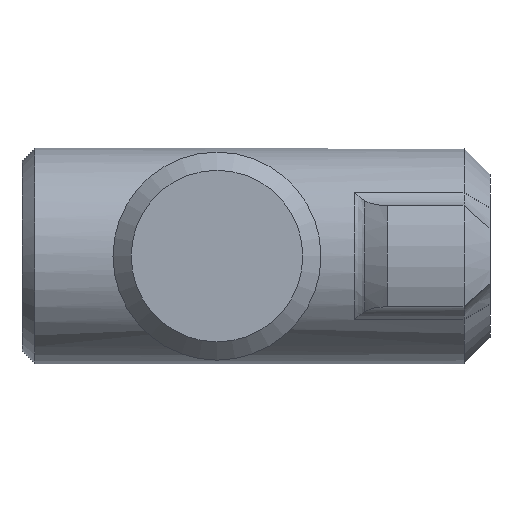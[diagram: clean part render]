
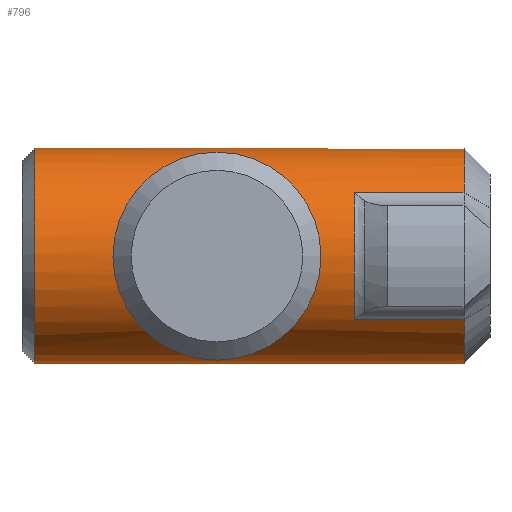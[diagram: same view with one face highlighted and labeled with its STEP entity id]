
A CAD part, left-side view. The second image highlights one B-rep face of the part: STEP entity #796.
In plain terms, the highlighted cylindrical face has radius 4.15 mm (diameter 8.3 mm), a full revolution.
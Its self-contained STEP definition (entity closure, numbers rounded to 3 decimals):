
#52=LINE('',#1532,#88);
#55=LINE('',#1542,#91);
#56=LINE('',#1545,#92);
#57=LINE('',#1548,#93);
#88=VECTOR('',#1039,4.214);
#91=VECTOR('',#1050,4.214);
#92=VECTOR('',#1053,4.214);
#93=VECTOR('',#1056,4.214);
#126=B_SPLINE_CURVE_WITH_KNOTS('',3,(#1318,#1319,#1320,#1321,#1322,#1323,
#1324,#1325,#1326,#1327,#1328,#1329,#1330,#1331,#1332,#1333,#1334,#1335,
#1336,#1337,#1338,#1339,#1340,#1341,#1342,#1343,#1344,#1345,#1346,#1347,
#1348,#1349,#1350,#1351),.UNSPECIFIED.,.T.,.F.,(4,2,2,2,2,2,2,2,2,2,2,2,
2,2,2,2,4),(0.,0.108,0.217,0.324,0.431,
0.539,0.646,0.754,0.863,
0.971,1.079,1.187,1.294,1.401,
1.508,1.617,1.725),.UNSPECIFIED.);
#127=B_SPLINE_CURVE_WITH_KNOTS('',3,(#1353,#1354,#1355,#1356,#1357,#1358,
#1359,#1360,#1361,#1362,#1363,#1364,#1365,#1366,#1367,#1368,#1369,#1370,
#1371,#1372,#1373,#1374,#1375,#1376,#1377,#1378,#1379,#1380,#1381,#1382,
#1383,#1384,#1385,#1386),.UNSPECIFIED.,.T.,.F.,(4,2,2,2,2,2,2,2,2,2,2,2,
2,2,2,2,4),(0.,0.108,0.217,0.324,0.431,
0.539,0.646,0.754,0.863,
0.971,1.079,1.187,1.294,1.401,
1.508,1.617,1.725),.UNSPECIFIED.);
#167=CYLINDRICAL_SURFACE('',#877,4.15);
#187=FACE_BOUND('',#292,.T.);
#188=FACE_BOUND('',#293,.T.);
#189=FACE_BOUND('',#294,.T.);
#223=FACE_OUTER_BOUND('',#291,.T.);
#291=EDGE_LOOP('',(#639,#640,#641,#642,#643,#644,#645,#646));
#292=EDGE_LOOP('',(#647));
#293=EDGE_LOOP('',(#648));
#294=EDGE_LOOP('',(#649));
#335=CIRCLE('',#864,4.15);
#338=CIRCLE('',#869,4.15);
#342=CIRCLE('',#878,4.15);
#343=CIRCLE('',#879,4.15);
#344=CIRCLE('',#880,4.15);
#386=VERTEX_POINT('',#1317);
#387=VERTEX_POINT('',#1352);
#389=VERTEX_POINT('',#1431);
#392=VERTEX_POINT('',#1443);
#397=VERTEX_POINT('',#1478);
#400=VERTEX_POINT('',#1490);
#407=VERTEX_POINT('',#1531);
#410=VERTEX_POINT('',#1541);
#411=VERTEX_POINT('',#1544);
#412=VERTEX_POINT('',#1546);
#413=VERTEX_POINT('',#1549);
#465=EDGE_CURVE('',#386,#386,#126,.T.);
#466=EDGE_CURVE('',#387,#387,#127,.T.);
#471=EDGE_CURVE('',#392,#389,#335,.T.);
#480=EDGE_CURVE('',#400,#397,#338,.T.);
#489=EDGE_CURVE('',#407,#397,#52,.T.);
#494=EDGE_CURVE('',#410,#392,#55,.T.);
#495=EDGE_CURVE('',#407,#410,#342,.T.);
#496=EDGE_CURVE('',#411,#400,#56,.T.);
#497=EDGE_CURVE('',#412,#411,#343,.T.);
#498=EDGE_CURVE('',#412,#389,#57,.T.);
#499=EDGE_CURVE('',#413,#413,#344,.T.);
#639=ORIENTED_EDGE('',*,*,#494,.F.);
#640=ORIENTED_EDGE('',*,*,#495,.F.);
#641=ORIENTED_EDGE('',*,*,#489,.T.);
#642=ORIENTED_EDGE('',*,*,#480,.F.);
#643=ORIENTED_EDGE('',*,*,#496,.F.);
#644=ORIENTED_EDGE('',*,*,#497,.F.);
#645=ORIENTED_EDGE('',*,*,#498,.T.);
#646=ORIENTED_EDGE('',*,*,#471,.F.);
#647=ORIENTED_EDGE('',*,*,#465,.T.);
#648=ORIENTED_EDGE('',*,*,#466,.T.);
#649=ORIENTED_EDGE('',*,*,#499,.F.);
#796=ADVANCED_FACE('',(#223,#187,#188,#189),#167,.T.);
#864=AXIS2_PLACEMENT_3D('',#1452,#1016,#1017);
#869=AXIS2_PLACEMENT_3D('',#1499,#1026,#1027);
#877=AXIS2_PLACEMENT_3D('',#1540,#1048,#1049);
#878=AXIS2_PLACEMENT_3D('',#1543,#1051,#1052);
#879=AXIS2_PLACEMENT_3D('',#1547,#1054,#1055);
#880=AXIS2_PLACEMENT_3D('',#1550,#1057,#1058);
#1016=DIRECTION('center_axis',(0.,0.,-1.));
#1017=DIRECTION('ref_axis',(-1.,0.,0.));
#1026=DIRECTION('center_axis',(0.,0.,-1.));
#1027=DIRECTION('ref_axis',(1.,0.,0.));
#1039=DIRECTION('',(0.,0.,1.));
#1048=DIRECTION('center_axis',(0.,0.,1.));
#1049=DIRECTION('ref_axis',(-1.,0.,0.));
#1050=DIRECTION('',(0.,0.,1.));
#1051=DIRECTION('center_axis',(0.,0.,-1.));
#1052=DIRECTION('ref_axis',(-1.,0.,0.));
#1053=DIRECTION('',(0.,0.,1.));
#1054=DIRECTION('center_axis',(0.,0.,-1.));
#1055=DIRECTION('ref_axis',(-1.,0.,0.));
#1056=DIRECTION('',(0.,0.,1.));
#1057=DIRECTION('center_axis',(0.,0.,1.));
#1058=DIRECTION('ref_axis',(-1.,0.,0.));
#1317=CARTESIAN_POINT('',(3.108,2.75,1.5));
#1318=CARTESIAN_POINT('Ctrl Pts',(3.108,2.75,1.5));
#1319=CARTESIAN_POINT('Ctrl Pts',(3.108,2.75,1.139));
#1320=CARTESIAN_POINT('Ctrl Pts',(3.178,2.675,0.767));
#1321=CARTESIAN_POINT('Ctrl Pts',(3.396,2.392,0.096));
#1322=CARTESIAN_POINT('Ctrl Pts',(3.539,2.184,-0.205));
#1323=CARTESIAN_POINT('Ctrl Pts',(3.792,1.708,-0.681));
#1324=CARTESIAN_POINT('Ctrl Pts',(3.92,1.406,-0.892));
#1325=CARTESIAN_POINT('Ctrl Pts',(4.1,0.731,-1.176));
#1326=CARTESIAN_POINT('Ctrl Pts',(4.15,0.358,-1.25));
#1327=CARTESIAN_POINT('Ctrl Pts',(4.15,-0.358,-1.25));
#1328=CARTESIAN_POINT('Ctrl Pts',(4.1,-0.731,-1.176));
#1329=CARTESIAN_POINT('Ctrl Pts',(3.92,-1.406,-0.892));
#1330=CARTESIAN_POINT('Ctrl Pts',(3.792,-1.708,-0.681));
#1331=CARTESIAN_POINT('Ctrl Pts',(3.539,-2.184,-0.205));
#1332=CARTESIAN_POINT('Ctrl Pts',(3.396,-2.392,0.096));
#1333=CARTESIAN_POINT('Ctrl Pts',(3.178,-2.675,0.767));
#1334=CARTESIAN_POINT('Ctrl Pts',(3.108,-2.75,1.139));
#1335=CARTESIAN_POINT('Ctrl Pts',(3.108,-2.75,1.861));
#1336=CARTESIAN_POINT('Ctrl Pts',(3.178,-2.675,2.233));
#1337=CARTESIAN_POINT('Ctrl Pts',(3.396,-2.392,2.904));
#1338=CARTESIAN_POINT('Ctrl Pts',(3.539,-2.184,3.205));
#1339=CARTESIAN_POINT('Ctrl Pts',(3.792,-1.708,3.681));
#1340=CARTESIAN_POINT('Ctrl Pts',(3.92,-1.406,3.892));
#1341=CARTESIAN_POINT('Ctrl Pts',(4.1,-0.731,4.176));
#1342=CARTESIAN_POINT('Ctrl Pts',(4.15,-0.358,4.25));
#1343=CARTESIAN_POINT('Ctrl Pts',(4.15,0.358,4.25));
#1344=CARTESIAN_POINT('Ctrl Pts',(4.1,0.731,4.176));
#1345=CARTESIAN_POINT('Ctrl Pts',(3.92,1.406,3.892));
#1346=CARTESIAN_POINT('Ctrl Pts',(3.792,1.708,3.681));
#1347=CARTESIAN_POINT('Ctrl Pts',(3.539,2.184,3.205));
#1348=CARTESIAN_POINT('Ctrl Pts',(3.396,2.392,2.904));
#1349=CARTESIAN_POINT('Ctrl Pts',(3.178,2.675,2.233));
#1350=CARTESIAN_POINT('Ctrl Pts',(3.108,2.75,1.861));
#1351=CARTESIAN_POINT('Ctrl Pts',(3.108,2.75,1.5));
#1352=CARTESIAN_POINT('',(-3.108,2.75,1.5));
#1353=CARTESIAN_POINT('Ctrl Pts',(-3.108,2.75,1.5));
#1354=CARTESIAN_POINT('Ctrl Pts',(-3.108,2.75,1.861));
#1355=CARTESIAN_POINT('Ctrl Pts',(-3.178,2.675,2.233));
#1356=CARTESIAN_POINT('Ctrl Pts',(-3.396,2.392,2.904));
#1357=CARTESIAN_POINT('Ctrl Pts',(-3.539,2.184,3.205));
#1358=CARTESIAN_POINT('Ctrl Pts',(-3.792,1.708,3.681));
#1359=CARTESIAN_POINT('Ctrl Pts',(-3.92,1.406,3.892));
#1360=CARTESIAN_POINT('Ctrl Pts',(-4.1,0.731,4.176));
#1361=CARTESIAN_POINT('Ctrl Pts',(-4.15,0.358,4.25));
#1362=CARTESIAN_POINT('Ctrl Pts',(-4.15,-0.358,4.25));
#1363=CARTESIAN_POINT('Ctrl Pts',(-4.1,-0.731,
4.176));
#1364=CARTESIAN_POINT('Ctrl Pts',(-3.92,-1.406,3.892));
#1365=CARTESIAN_POINT('Ctrl Pts',(-3.792,-1.708,3.681));
#1366=CARTESIAN_POINT('Ctrl Pts',(-3.539,-2.184,3.205));
#1367=CARTESIAN_POINT('Ctrl Pts',(-3.396,-2.392,2.904));
#1368=CARTESIAN_POINT('Ctrl Pts',(-3.178,-2.675,2.233));
#1369=CARTESIAN_POINT('Ctrl Pts',(-3.108,-2.75,1.861));
#1370=CARTESIAN_POINT('Ctrl Pts',(-3.108,-2.75,1.139));
#1371=CARTESIAN_POINT('Ctrl Pts',(-3.178,-2.675,0.767));
#1372=CARTESIAN_POINT('Ctrl Pts',(-3.396,-2.392,0.096));
#1373=CARTESIAN_POINT('Ctrl Pts',(-3.539,-2.184,-0.205));
#1374=CARTESIAN_POINT('Ctrl Pts',(-3.792,-1.708,-0.681));
#1375=CARTESIAN_POINT('Ctrl Pts',(-3.92,-1.406,-0.892));
#1376=CARTESIAN_POINT('Ctrl Pts',(-4.1,-0.731,
-1.176));
#1377=CARTESIAN_POINT('Ctrl Pts',(-4.15,-0.358,-1.25));
#1378=CARTESIAN_POINT('Ctrl Pts',(-4.15,0.358,-1.25));
#1379=CARTESIAN_POINT('Ctrl Pts',(-4.1,0.731,-1.176));
#1380=CARTESIAN_POINT('Ctrl Pts',(-3.92,1.406,-0.892));
#1381=CARTESIAN_POINT('Ctrl Pts',(-3.792,1.708,-0.681));
#1382=CARTESIAN_POINT('Ctrl Pts',(-3.539,2.184,-0.205));
#1383=CARTESIAN_POINT('Ctrl Pts',(-3.396,2.392,0.096));
#1384=CARTESIAN_POINT('Ctrl Pts',(-3.178,2.675,0.767));
#1385=CARTESIAN_POINT('Ctrl Pts',(-3.108,2.75,1.139));
#1386=CARTESIAN_POINT('Ctrl Pts',(-3.108,2.75,1.5));
#1431=CARTESIAN_POINT('',(-3.354,2.443,-3.786));
#1443=CARTESIAN_POINT('',(-3.354,-2.443,-3.786));
#1452=CARTESIAN_POINT('Origin',(0.,0.,-3.786));
#1478=CARTESIAN_POINT('',(3.354,-2.443,-3.786));
#1490=CARTESIAN_POINT('',(3.354,2.443,-3.786));
#1499=CARTESIAN_POINT('Origin',(0.,0.,-3.786));
#1531=CARTESIAN_POINT('',(3.354,-2.443,-8.));
#1532=CARTESIAN_POINT('',(3.354,-2.443,0.));
#1540=CARTESIAN_POINT('Origin',(0.,0.,0.));
#1541=CARTESIAN_POINT('',(-3.354,-2.443,-8.));
#1542=CARTESIAN_POINT('',(-3.354,-2.443,0.));
#1543=CARTESIAN_POINT('Origin',(0.,0.,-8.));
#1544=CARTESIAN_POINT('',(3.354,2.443,-8.));
#1545=CARTESIAN_POINT('',(3.354,2.443,0.));
#1546=CARTESIAN_POINT('',(-3.354,2.443,-8.));
#1547=CARTESIAN_POINT('Origin',(0.,0.,-8.));
#1548=CARTESIAN_POINT('',(-3.354,2.443,0.));
#1549=CARTESIAN_POINT('',(3.663,-1.95,8.5));
#1550=CARTESIAN_POINT('Origin',(0.,0.,8.5));
